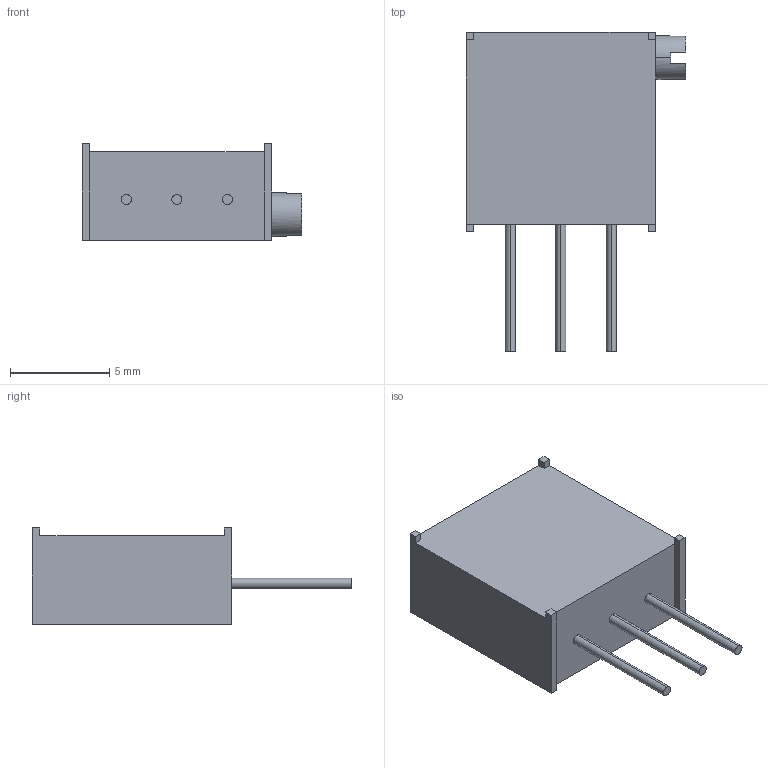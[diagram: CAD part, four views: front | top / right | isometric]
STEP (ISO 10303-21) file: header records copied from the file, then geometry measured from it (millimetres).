
FILE_DESCRIPTION (( 'STEP AP214' ), '1' );
FILE_NAME ('3296X-1-501RLF.STEP', '2021-08-30T05:05:34', ( '' ), ( '' ), 'SwSTEP 2.0', 'SolidWorks 2018', '' );
FILE_SCHEMA (( 'AUTOMOTIVE_DESIGN' ));
Length unit declared in the file: millimetre
Products named in the file (2): 3296X-1-501RLF
Bounding box: 11.05 x 16.05 x 4.83 mm (x, y, z)
Volume: 419.5 mm3; surface area: 407.9 mm2
Topology: 1 solids, 1 shells, 36 faces, 88 edges, 58 vertices
Faces by surface type: plane 28, cylinder 8
Entity records: 1457 total; most frequent: DIRECTION 184, CARTESIAN_POINT 184, ORIENTED_EDGE 176, EDGE_CURVE 88, VECTOR 68, LINE 68, AXIS2_PLACEMENT_3D 58, VERTEX_POINT 58
